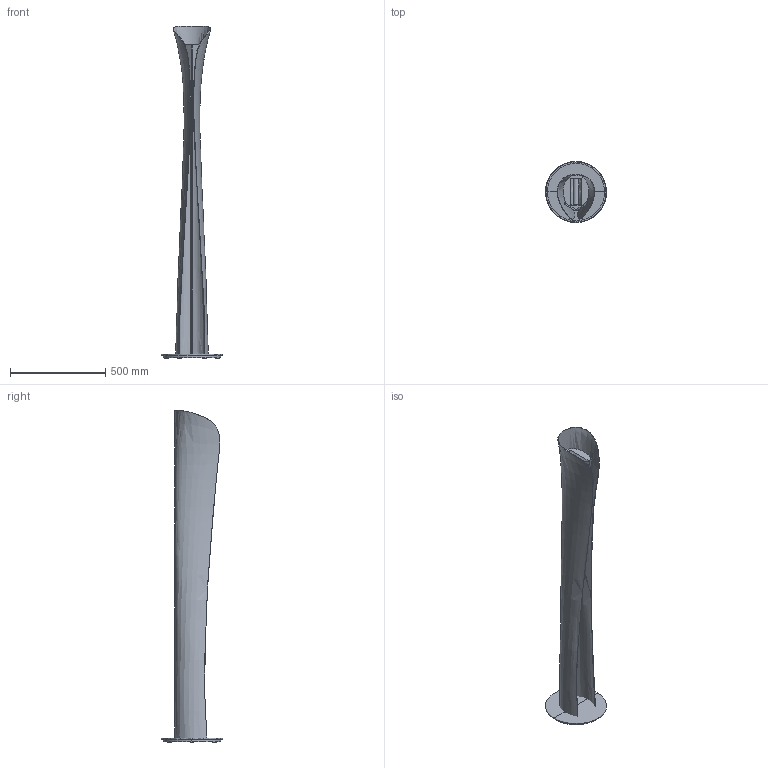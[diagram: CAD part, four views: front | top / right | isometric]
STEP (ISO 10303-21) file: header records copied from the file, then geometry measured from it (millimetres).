
FILE_DESCRIPTION(/* description */ (''),/* implementation_level */ '2;1');
FILE_NAME(/* name */ 'Cadmo',/* time_stamp */ '2009-05-29T09:24:19+02:00',/* author */ (''),/* organization */ (''),/* preprocessor_version */ 'ST-DEVELOPER v10',/* originating_system */ '',/* authorisation */ '');
FILE_SCHEMA (('AUTOMOTIVE_DESIGN'));
Length unit declared in the file: centimetre
Products named in the file (1): 1
Bounding box: 320 x 320 x 1740.04 mm (x, y, z)
Volume: 1445475.3 mm3; surface area: 1793926 mm2
Topology: 2 solids, 7 shells, 78 faces, 203 edges, 144 vertices
Faces by surface type: bspline 78
Entity records: 22475 total; most frequent: CARTESIAN_POINT 21292, ORIENTED_EDGE 347, EDGE_CURVE 197, VERTEX_POINT 144, B_SPLINE_CURVE_WITH_KNOTS 99, EDGE_LOOP 96, ADVANCED_FACE 78, FACE_OUTER_BOUND 78
